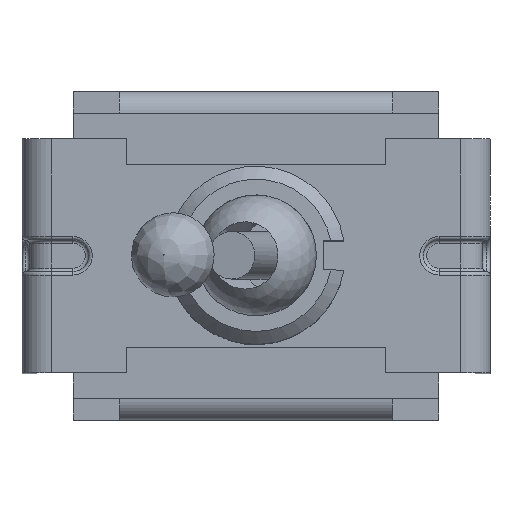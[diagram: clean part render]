
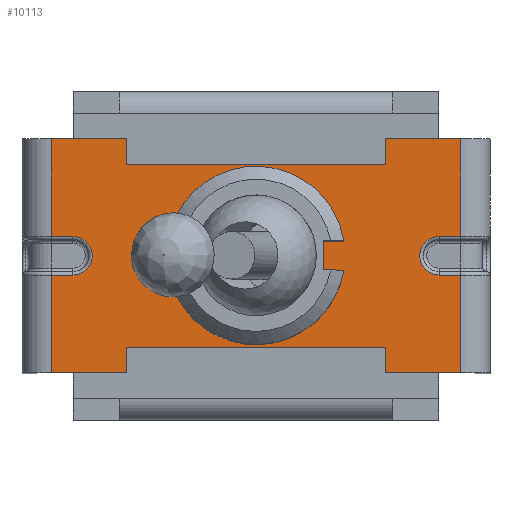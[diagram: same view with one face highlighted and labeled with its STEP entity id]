
A CAD part, top view. The second image highlights one B-rep face of the part: STEP entity #10113.
In plain terms, the highlighted planar face has unit normal (0, 0, 1).
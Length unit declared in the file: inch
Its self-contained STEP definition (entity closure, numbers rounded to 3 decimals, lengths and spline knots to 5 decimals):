
#229=FACE_BOUND('',#1377,.T.);
#359=CIRCLE('',#10747,0.02638);
#360=CIRCLE('',#10748,0.02638);
#361=CIRCLE('',#10749,0.12185);
#770=FACE_OUTER_BOUND('',#1376,.T.);
#1376=EDGE_LOOP('',(#7378,#7379,#7380,#7381,#7382,#7383,#7384,#7385,#7386,
#7387,#7388,#7389,#7390,#7391,#7392,#7393,#7394,#7395,#7396,#7397));
#1377=EDGE_LOOP('',(#7398,#7399,#7400,#7401));
#2245=LINE('',#15785,#3354);
#2246=LINE('',#15787,#3355);
#2247=LINE('',#15789,#3356);
#2248=LINE('',#15791,#3357);
#2249=LINE('',#15795,#3358);
#2250=LINE('',#15797,#3359);
#2251=LINE('',#15799,#3360);
#2252=LINE('',#15801,#3361);
#2253=LINE('',#15803,#3362);
#2254=LINE('',#15805,#3363);
#2255=LINE('',#15807,#3364);
#2256=LINE('',#15809,#3365);
#2257=LINE('',#15811,#3366);
#2258=LINE('',#15815,#3367);
#2259=LINE('',#15817,#3368);
#2260=LINE('',#15819,#3369);
#2261=LINE('',#15821,#3370);
#2262=LINE('',#15822,#3371);
#2263=LINE('',#15825,#3372);
#2264=LINE('',#15827,#3373);
#2265=LINE('',#15829,#3374);
#3354=VECTOR('',#12190,0.3937);
#3355=VECTOR('',#12191,0.3937);
#3356=VECTOR('',#12192,0.3937);
#3357=VECTOR('',#12193,0.3937);
#3358=VECTOR('',#12196,0.3937);
#3359=VECTOR('',#12197,0.3937);
#3360=VECTOR('',#12198,0.3937);
#3361=VECTOR('',#12199,0.3937);
#3362=VECTOR('',#12200,0.3937);
#3363=VECTOR('',#12201,0.3937);
#3364=VECTOR('',#12202,0.3937);
#3365=VECTOR('',#12203,0.3937);
#3366=VECTOR('',#12204,0.3937);
#3367=VECTOR('',#12207,0.3937);
#3368=VECTOR('',#12208,0.3937);
#3369=VECTOR('',#12209,0.3937);
#3370=VECTOR('',#12210,0.3937);
#3371=VECTOR('',#12211,0.3937);
#3372=VECTOR('',#12212,0.3937);
#3373=VECTOR('',#12213,0.3937);
#3374=VECTOR('',#12214,0.3937);
#4419=VERTEX_POINT('',#15783);
#4420=VERTEX_POINT('',#15784);
#4421=VERTEX_POINT('',#15786);
#4422=VERTEX_POINT('',#15788);
#4423=VERTEX_POINT('',#15790);
#4424=VERTEX_POINT('',#15792);
#4425=VERTEX_POINT('',#15794);
#4426=VERTEX_POINT('',#15796);
#4427=VERTEX_POINT('',#15798);
#4428=VERTEX_POINT('',#15800);
#4429=VERTEX_POINT('',#15802);
#4430=VERTEX_POINT('',#15804);
#4431=VERTEX_POINT('',#15806);
#4432=VERTEX_POINT('',#15808);
#4433=VERTEX_POINT('',#15810);
#4434=VERTEX_POINT('',#15812);
#4435=VERTEX_POINT('',#15814);
#4436=VERTEX_POINT('',#15816);
#4437=VERTEX_POINT('',#15818);
#4438=VERTEX_POINT('',#15820);
#4439=VERTEX_POINT('',#15823);
#4440=VERTEX_POINT('',#15824);
#4441=VERTEX_POINT('',#15826);
#4442=VERTEX_POINT('',#15828);
#5507=EDGE_CURVE('',#4419,#4420,#2245,.T.);
#5508=EDGE_CURVE('',#4421,#4420,#2246,.T.);
#5509=EDGE_CURVE('',#4421,#4422,#2247,.T.);
#5510=EDGE_CURVE('',#4423,#4422,#2248,.T.);
#5511=EDGE_CURVE('',#4424,#4423,#359,.T.);
#5512=EDGE_CURVE('',#4425,#4424,#2249,.T.);
#5513=EDGE_CURVE('',#4425,#4426,#2250,.T.);
#5514=EDGE_CURVE('',#4427,#4426,#2251,.T.);
#5515=EDGE_CURVE('',#4427,#4428,#2252,.T.);
#5516=EDGE_CURVE('',#4428,#4429,#2253,.T.);
#5517=EDGE_CURVE('',#4429,#4430,#2254,.T.);
#5518=EDGE_CURVE('',#4431,#4430,#2255,.T.);
#5519=EDGE_CURVE('',#4431,#4432,#2256,.T.);
#5520=EDGE_CURVE('',#4433,#4432,#2257,.T.);
#5521=EDGE_CURVE('',#4434,#4433,#360,.T.);
#5522=EDGE_CURVE('',#4435,#4434,#2258,.T.);
#5523=EDGE_CURVE('',#4435,#4436,#2259,.T.);
#5524=EDGE_CURVE('',#4437,#4436,#2260,.T.);
#5525=EDGE_CURVE('',#4437,#4438,#2261,.T.);
#5526=EDGE_CURVE('',#4438,#4419,#2262,.T.);
#5527=EDGE_CURVE('',#4439,#4440,#2263,.T.);
#5528=EDGE_CURVE('',#4441,#4439,#2264,.T.);
#5529=EDGE_CURVE('',#4442,#4441,#2265,.T.);
#5530=EDGE_CURVE('',#4440,#4442,#361,.T.);
#7378=ORIENTED_EDGE('',*,*,#5507,.T.);
#7379=ORIENTED_EDGE('',*,*,#5508,.F.);
#7380=ORIENTED_EDGE('',*,*,#5509,.T.);
#7381=ORIENTED_EDGE('',*,*,#5510,.F.);
#7382=ORIENTED_EDGE('',*,*,#5511,.F.);
#7383=ORIENTED_EDGE('',*,*,#5512,.F.);
#7384=ORIENTED_EDGE('',*,*,#5513,.T.);
#7385=ORIENTED_EDGE('',*,*,#5514,.F.);
#7386=ORIENTED_EDGE('',*,*,#5515,.T.);
#7387=ORIENTED_EDGE('',*,*,#5516,.T.);
#7388=ORIENTED_EDGE('',*,*,#5517,.T.);
#7389=ORIENTED_EDGE('',*,*,#5518,.F.);
#7390=ORIENTED_EDGE('',*,*,#5519,.T.);
#7391=ORIENTED_EDGE('',*,*,#5520,.F.);
#7392=ORIENTED_EDGE('',*,*,#5521,.F.);
#7393=ORIENTED_EDGE('',*,*,#5522,.F.);
#7394=ORIENTED_EDGE('',*,*,#5523,.T.);
#7395=ORIENTED_EDGE('',*,*,#5524,.F.);
#7396=ORIENTED_EDGE('',*,*,#5525,.T.);
#7397=ORIENTED_EDGE('',*,*,#5526,.T.);
#7398=ORIENTED_EDGE('',*,*,#5527,.F.);
#7399=ORIENTED_EDGE('',*,*,#5528,.F.);
#7400=ORIENTED_EDGE('',*,*,#5529,.F.);
#7401=ORIENTED_EDGE('',*,*,#5530,.F.);
#9703=PLANE('',#10746);
#10113=ADVANCED_FACE('',(#770,#229),#9703,.T.);
#10746=AXIS2_PLACEMENT_3D('',#15782,#12188,#12189);
#10747=AXIS2_PLACEMENT_3D('',#15793,#12194,#12195);
#10748=AXIS2_PLACEMENT_3D('',#15813,#12205,#12206);
#10749=AXIS2_PLACEMENT_3D('',#15830,#12215,#12216);
#12188=DIRECTION('center_axis',(0.,0.,1.));
#12189=DIRECTION('ref_axis',(1.,0.,0.));
#12190=DIRECTION('',(0.,1.,0.));
#12191=DIRECTION('',(1.,0.,0.));
#12192=DIRECTION('',(0.,-1.,0.));
#12193=DIRECTION('',(-1.,0.,0.));
#12194=DIRECTION('center_axis',(0.,0.,1.));
#12195=DIRECTION('ref_axis',(1.,0.,0.));
#12196=DIRECTION('',(1.,0.,0.));
#12197=DIRECTION('',(0.,-1.,0.));
#12198=DIRECTION('',(-1.,0.,0.));
#12199=DIRECTION('',(0.,1.,0.));
#12200=DIRECTION('',(1.,0.,0.));
#12201=DIRECTION('',(0.,-1.,0.));
#12202=DIRECTION('',(-1.,0.,0.));
#12203=DIRECTION('',(0.,1.,0.));
#12204=DIRECTION('',(1.,0.,0.));
#12205=DIRECTION('center_axis',(0.,0.,1.));
#12206=DIRECTION('ref_axis',(-1.,0.,0.));
#12207=DIRECTION('',(-1.,0.,0.));
#12208=DIRECTION('',(0.,1.,0.));
#12209=DIRECTION('',(1.,0.,0.));
#12210=DIRECTION('',(0.,-1.,0.));
#12211=DIRECTION('',(-1.,0.,0.));
#12212=DIRECTION('',(1.,0.,0.));
#12213=DIRECTION('',(0.,1.,0.));
#12214=DIRECTION('',(-1.,0.,0.));
#12215=DIRECTION('center_axis',(0.,0.,1.));
#12216=DIRECTION('ref_axis',(0.986,0.165,0.));
#15782=CARTESIAN_POINT('Origin',(0.,0.,
0.37008));
#15783=CARTESIAN_POINT('',(-0.17717,0.12539,0.37008));
#15784=CARTESIAN_POINT('',(-0.17717,0.16004,0.37008));
#15785=CARTESIAN_POINT('',(-0.17717,0.08002,0.37008));
#15786=CARTESIAN_POINT('',(-0.27992,0.16004,0.37008));
#15787=CARTESIAN_POINT('',(-0.32008,0.16004,0.37008));
#15788=CARTESIAN_POINT('',(-0.27992,0.02638,0.37008));
#15789=CARTESIAN_POINT('',(-0.27992,0.08002,0.37008));
#15790=CARTESIAN_POINT('',(-0.25039,0.02638,0.37008));
#15791=CARTESIAN_POINT('',(-0.16004,0.02638,0.37008));
#15792=CARTESIAN_POINT('',(-0.25039,-0.02638,0.37008));
#15793=CARTESIAN_POINT('Origin',(-0.25039,0.,
0.37008));
#15794=CARTESIAN_POINT('',(-0.27992,-0.02638,0.37008));
#15795=CARTESIAN_POINT('',(-0.16004,-0.02638,0.37008));
#15796=CARTESIAN_POINT('',(-0.27992,-0.16004,0.37008));
#15797=CARTESIAN_POINT('',(-0.27992,0.08002,0.37008));
#15798=CARTESIAN_POINT('',(-0.17717,-0.16004,0.37008));
#15799=CARTESIAN_POINT('',(0.32008,-0.16004,0.37008));
#15800=CARTESIAN_POINT('',(-0.17717,-0.12539,0.37008));
#15801=CARTESIAN_POINT('',(-0.17717,-0.0627,0.37008));
#15802=CARTESIAN_POINT('',(0.17717,-0.12539,0.37008));
#15803=CARTESIAN_POINT('',(0.08858,-0.12539,0.37008));
#15804=CARTESIAN_POINT('',(0.17717,-0.16004,0.37008));
#15805=CARTESIAN_POINT('',(0.17717,-0.08002,0.37008));
#15806=CARTESIAN_POINT('',(0.27992,-0.16004,0.37008));
#15807=CARTESIAN_POINT('',(0.32008,-0.16004,0.37008));
#15808=CARTESIAN_POINT('',(0.27992,-0.02638,0.37008));
#15809=CARTESIAN_POINT('',(0.27992,-0.08002,0.37008));
#15810=CARTESIAN_POINT('',(0.25039,-0.02638,0.37008));
#15811=CARTESIAN_POINT('',(0.16004,-0.02638,0.37008));
#15812=CARTESIAN_POINT('',(0.25039,0.02638,0.37008));
#15813=CARTESIAN_POINT('Origin',(0.25039,0.,
0.37008));
#15814=CARTESIAN_POINT('',(0.27992,0.02638,0.37008));
#15815=CARTESIAN_POINT('',(0.16004,0.02638,0.37008));
#15816=CARTESIAN_POINT('',(0.27992,0.16004,0.37008));
#15817=CARTESIAN_POINT('',(0.27992,-0.08002,0.37008));
#15818=CARTESIAN_POINT('',(0.17717,0.16004,0.37008));
#15819=CARTESIAN_POINT('',(-0.32008,0.16004,0.37008));
#15820=CARTESIAN_POINT('',(0.17717,0.12539,0.37008));
#15821=CARTESIAN_POINT('',(0.17717,0.0627,0.37008));
#15822=CARTESIAN_POINT('',(-0.08858,0.12539,0.37008));
#15823=CARTESIAN_POINT('',(0.09223,0.02008,0.37008));
#15824=CARTESIAN_POINT('',(0.12018,0.02008,0.37008));
#15825=CARTESIAN_POINT('',(0.06009,0.02008,0.37008));
#15826=CARTESIAN_POINT('',(0.09223,-0.02008,0.37008));
#15827=CARTESIAN_POINT('',(0.09223,0.01004,0.37008));
#15828=CARTESIAN_POINT('',(0.12018,-0.02008,0.37008));
#15829=CARTESIAN_POINT('',(0.04612,-0.02008,0.37008));
#15830=CARTESIAN_POINT('Origin',(0.,0.,
0.37008));
